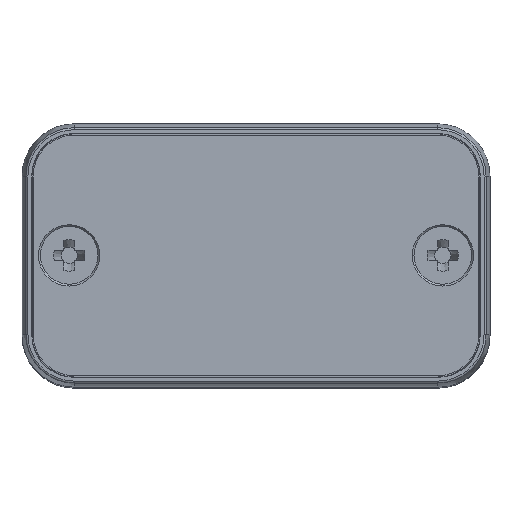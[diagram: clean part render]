
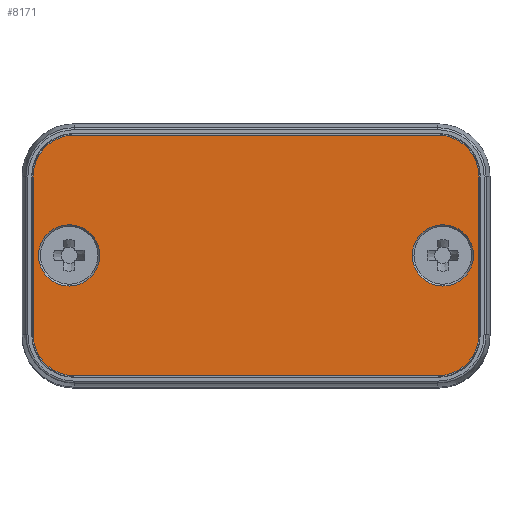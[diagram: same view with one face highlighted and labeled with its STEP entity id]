
A CAD part, top view. The second image highlights one B-rep face of the part: STEP entity #8171.
In plain terms, the highlighted planar face has unit normal (0, 0, 1).
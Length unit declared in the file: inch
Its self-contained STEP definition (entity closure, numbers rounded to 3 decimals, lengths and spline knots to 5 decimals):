
#7803=CARTESIAN_POINT('',(-0.58579,0.0,0.0641));
#7804=VERTEX_POINT('',#7803);
#7805=CARTESIAN_POINT('',(-0.70079,0.0,0.0641));
#7806=DIRECTION('',(0.0,0.0,-1.0));
#7807=DIRECTION('',(1.0,0.0,0.0));
#7808=AXIS2_PLACEMENT_3D('',#7805,#7806,#7807);
#7809=CIRCLE('',#7808,0.115);
#7810=EDGE_CURVE('',#7804,#7804,#7809,.T.);
#7851=CARTESIAN_POINT('',(0.81579,0.0,0.0641));
#7852=VERTEX_POINT('',#7851);
#7853=CARTESIAN_POINT('',(0.70079,0.0,0.0641));
#7854=DIRECTION('',(0.0,0.0,-1.0));
#7855=DIRECTION('',(1.0,0.0,0.0));
#7856=AXIS2_PLACEMENT_3D('',#7853,#7854,#7855);
#7857=CIRCLE('',#7856,0.115);
#7858=EDGE_CURVE('',#7852,#7852,#7857,.T.);
#7899=CARTESIAN_POINT('',(-0.68169,0.45138,0.0641));
#7900=VERTEX_POINT('',#7899);
#7901=CARTESIAN_POINT('',(0.68169,0.45138,0.0641));
#7902=VERTEX_POINT('',#7901);
#7903=CARTESIAN_POINT('',(-0.68169,0.45138,0.0641));
#7904=DIRECTION('',(1.0,0.0,0.0));
#7905=VECTOR('',#7904,1.36339);
#7906=LINE('',#7903,#7905);
#7907=EDGE_CURVE('',#7900,#7902,#7906,.T.);
#7939=CARTESIAN_POINT('',(0.83524,0.29783,0.0641));
#7940=VERTEX_POINT('',#7939);
#7941=CARTESIAN_POINT('',(0.68169,0.29783,0.0641));
#7942=DIRECTION('',(0.0,0.0,-1.0));
#7943=DIRECTION('',(-1.0,0.0,0.0));
#7944=AXIS2_PLACEMENT_3D('',#7941,#7942,#7943);
#7945=CIRCLE('',#7944,0.15354);
#7946=EDGE_CURVE('',#7902,#7940,#7945,.T.);
#7972=CARTESIAN_POINT('',(0.83524,-0.29783,0.0641));
#7973=VERTEX_POINT('',#7972);
#7974=CARTESIAN_POINT('',(0.83524,0.29783,0.0641));
#7975=DIRECTION('',(0.0,-1.0,0.0));
#7976=VECTOR('',#7975,0.59567);
#7977=LINE('',#7974,#7976);
#7978=EDGE_CURVE('',#7940,#7973,#7977,.T.);
#8003=CARTESIAN_POINT('',(0.68169,-0.45138,0.0641));
#8004=VERTEX_POINT('',#8003);
#8005=CARTESIAN_POINT('',(0.68169,-0.29783,0.0641));
#8006=DIRECTION('',(0.0,0.0,-1.0));
#8007=DIRECTION('',(0.0,1.0,0.0));
#8008=AXIS2_PLACEMENT_3D('',#8005,#8006,#8007);
#8009=CIRCLE('',#8008,0.15354);
#8010=EDGE_CURVE('',#7973,#8004,#8009,.T.);
#8036=CARTESIAN_POINT('',(-0.68169,-0.45138,0.0641));
#8037=VERTEX_POINT('',#8036);
#8038=CARTESIAN_POINT('',(0.68169,-0.45138,0.0641));
#8039=DIRECTION('',(-1.0,0.0,0.0));
#8040=VECTOR('',#8039,1.36339);
#8041=LINE('',#8038,#8040);
#8042=EDGE_CURVE('',#8004,#8037,#8041,.T.);
#8067=CARTESIAN_POINT('',(-0.83524,-0.29783,0.0641));
#8068=VERTEX_POINT('',#8067);
#8069=CARTESIAN_POINT('',(-0.68169,-0.29783,0.0641));
#8070=DIRECTION('',(0.0,0.0,-1.0));
#8071=DIRECTION('',(1.0,0.0,0.0));
#8072=AXIS2_PLACEMENT_3D('',#8069,#8070,#8071);
#8073=CIRCLE('',#8072,0.15354);
#8074=EDGE_CURVE('',#8037,#8068,#8073,.T.);
#8100=CARTESIAN_POINT('',(-0.83524,0.29783,0.0641));
#8101=VERTEX_POINT('',#8100);
#8102=CARTESIAN_POINT('',(-0.83524,-0.29783,0.0641));
#8103=DIRECTION('',(0.0,1.0,0.0));
#8104=VECTOR('',#8103,0.59567);
#8105=LINE('',#8102,#8104);
#8106=EDGE_CURVE('',#8068,#8101,#8105,.T.);
#8131=CARTESIAN_POINT('',(-0.68169,0.29783,0.0641));
#8132=DIRECTION('',(0.0,0.0,-1.0));
#8133=DIRECTION('',(0.0,-1.0,0.0));
#8134=AXIS2_PLACEMENT_3D('',#8131,#8132,#8133);
#8135=CIRCLE('',#8134,0.15354);
#8136=EDGE_CURVE('',#8101,#7900,#8135,.T.);
#8150=CARTESIAN_POINT('',(0.,0.,0.0641));
#8151=DIRECTION('',(0.0,0.0,1.0));
#8152=DIRECTION('',(1.0,0.0,0.0));
#8153=AXIS2_PLACEMENT_3D('',#8150,#8151,#8152);
#8154=PLANE('',#8153);
#8155=ORIENTED_EDGE('',*,*,#7907,.F.);
#8156=ORIENTED_EDGE('',*,*,#8136,.F.);
#8157=ORIENTED_EDGE('',*,*,#8106,.F.);
#8158=ORIENTED_EDGE('',*,*,#8074,.F.);
#8159=ORIENTED_EDGE('',*,*,#8042,.F.);
#8160=ORIENTED_EDGE('',*,*,#8010,.F.);
#8161=ORIENTED_EDGE('',*,*,#7978,.F.);
#8162=ORIENTED_EDGE('',*,*,#7946,.F.);
#8163=EDGE_LOOP('',(#8155,#8156,#8157,#8158,#8159,#8160,#8161,#8162));
#8164=FACE_OUTER_BOUND('',#8163,.T.);
#8165=ORIENTED_EDGE('',*,*,#7810,.T.);
#8166=EDGE_LOOP('',(#8165));
#8167=FACE_BOUND('',#8166,.T.);
#8168=ORIENTED_EDGE('',*,*,#7858,.T.);
#8169=EDGE_LOOP('',(#8168));
#8170=FACE_BOUND('',#8169,.T.);
#8171=ADVANCED_FACE('',(#8164,#8167,#8170),#8154,.T.);
